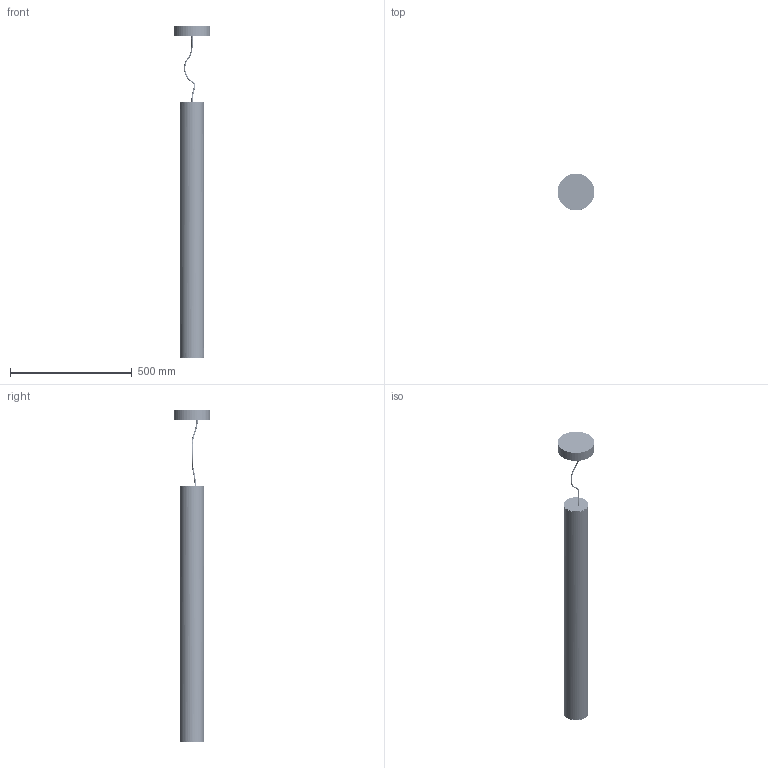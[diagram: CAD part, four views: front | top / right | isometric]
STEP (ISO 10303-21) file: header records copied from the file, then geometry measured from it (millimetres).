
FILE_DESCRIPTION(/* description */ (''),/* implementation_level */ '2;1');
FILE_NAME(/* name */ 'Criosfera_sospensione verticale',/* time_stamp */ '2025-05-12T17:40:47+02:00',/* author */ (''),/* organization */ (''),/* preprocessor_version */ 'ST-DEVELOPER v16.5',/* originating_system */ 'Rhino 7.37',/* authorisation */ '');
FILE_SCHEMA (('AUTOMOTIVE_DESIGN'));
Products named in the file (4): Document; Blocco 03; Blocco 02; Blocco 01
Assembly tree (70 placements, depth 2):
  Document
    Blocco 03  x23
    Blocco 02  x23
    Blocco 01  x24
Bounding box: 151.01 x 150.7 x 1362.7 mm (x, y, z)
Volume: 3163213.7 mm3; surface area: 1624470.9 mm2
Topology: 10 solids, 19627 shells, 19695 faces, 116603 edges, 116539 vertices
Faces by surface type: bspline 19204, plane 453, cylinder 38
Entity records: 103501 total; most frequent: CARTESIAN_POINT 70421, ORIENTED_EDGE 5324, EDGE_CURVE 5181, VERTEX_POINT 5117, B_SPLINE_CURVE_WITH_KNOTS 3493, EDGE_LOOP 957, ADVANCED_FACE 935, FACE_OUTER_BOUND 935
